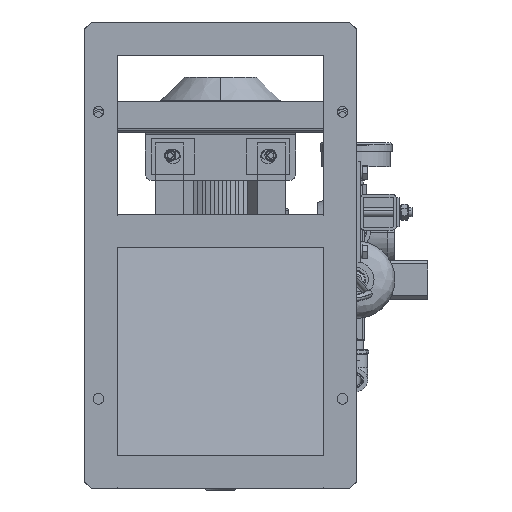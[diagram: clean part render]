
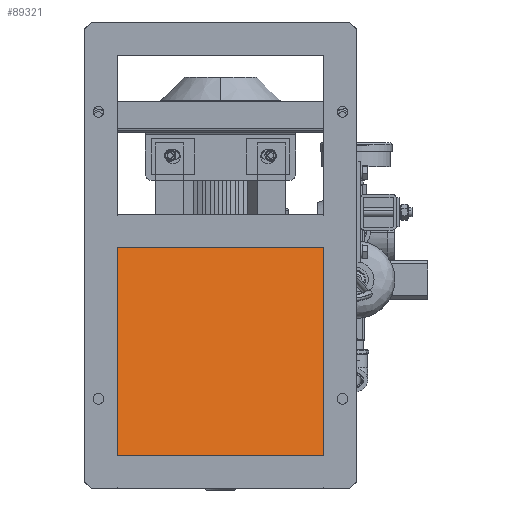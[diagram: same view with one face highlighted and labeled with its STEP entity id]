
A CAD part, front view. The second image highlights one B-rep face of the part: STEP entity #89321.
In plain terms, the highlighted planar face has unit normal (0, -0.985, 0.17).
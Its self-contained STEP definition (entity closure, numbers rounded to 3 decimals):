
#4223 = EDGE_LOOP ( 'NONE', ( #102307, #99644, #44225, #101499 ) ) ;
#7887 = FACE_OUTER_BOUND ( 'NONE', #4223, .T. ) ;
#9446 = LINE ( 'NONE', #87031, #102429 ) ;
#15086 = VERTEX_POINT ( 'NONE', #44534 ) ;
#15639 = EDGE_CURVE ( 'NONE', #19968, #79331, #9446, .T. ) ;
#16026 = VECTOR ( 'NONE', #59791, 1000. ) ;
#17729 = LINE ( 'NONE', #76111, #99010 ) ;
#19968 = VERTEX_POINT ( 'NONE', #37976 ) ;
#25067 = VECTOR ( 'NONE', #79732, 1000. ) ;
#27636 = LINE ( 'NONE', #101147, #16026 ) ;
#28413 = AXIS2_PLACEMENT_3D ( 'NONE', #72295, #79809, #30141 ) ;
#28939 = LINE ( 'NONE', #38022, #25067 ) ;
#29695 = VERTEX_POINT ( 'NONE', #79874 ) ;
#30141 = DIRECTION ( 'NONE',  ( 0., 0.17, 0.985 ) ) ;
#35013 = CARTESIAN_POINT ( 'NONE',  ( -144., -252.985, -78.657 ) ) ;
#36330 = DIRECTION ( 'NONE',  ( -1., 0., 0. ) ) ;
#37976 = CARTESIAN_POINT ( 'NONE',  ( 144., -252.985, -78.657 ) ) ;
#38022 = CARTESIAN_POINT ( 'NONE',  ( 144., -202.985, 211. ) ) ;
#41721 = EDGE_CURVE ( 'NONE', #29695, #79331, #27636, .T. ) ;
#44225 = ORIENTED_EDGE ( 'NONE', *, *, #15639, .F. ) ;
#44534 = CARTESIAN_POINT ( 'NONE',  ( 144., -202.985, 211. ) ) ;
#51664 = DIRECTION ( 'NONE',  ( 0., -0.17, -0.985 ) ) ;
#59791 = DIRECTION ( 'NONE',  ( 0., -0.17, -0.985 ) ) ;
#72295 = CARTESIAN_POINT ( 'NONE',  ( 144., -252.985, -78.657 ) ) ;
#76111 = CARTESIAN_POINT ( 'NONE',  ( 144., -252.985, -78.657 ) ) ;
#79331 = VERTEX_POINT ( 'NONE', #35013 ) ;
#79732 = DIRECTION ( 'NONE',  ( -1., 0., 0. ) ) ;
#79809 = DIRECTION ( 'NONE',  ( 0., 0.985, -0.17 ) ) ;
#79874 = CARTESIAN_POINT ( 'NONE',  ( -144., -202.985, 211. ) ) ;
#87031 = CARTESIAN_POINT ( 'NONE',  ( 144., -252.985, -78.657 ) ) ;
#89321 = ADVANCED_FACE ( 'NONE', ( #7887 ), #105424, .F. ) ;
#92183 = EDGE_CURVE ( 'NONE', #15086, #19968, #17729, .T. ) ;
#97858 = EDGE_CURVE ( 'NONE', #15086, #29695, #28939, .T. ) ;
#99010 = VECTOR ( 'NONE', #51664, 1000. ) ;
#99644 = ORIENTED_EDGE ( 'NONE', *, *, #41721, .T. ) ;
#101147 = CARTESIAN_POINT ( 'NONE',  ( -144., -252.985, -78.657 ) ) ;
#101499 = ORIENTED_EDGE ( 'NONE', *, *, #92183, .F. ) ;
#102307 = ORIENTED_EDGE ( 'NONE', *, *, #97858, .T. ) ;
#102429 = VECTOR ( 'NONE', #36330, 1000. ) ;
#105424 = PLANE ( 'NONE',  #28413 ) ;
